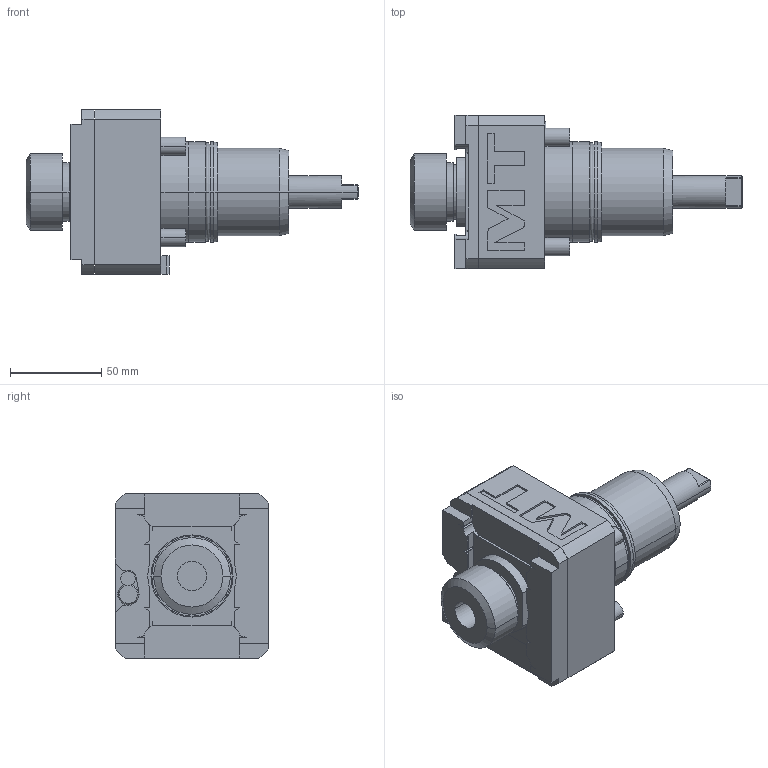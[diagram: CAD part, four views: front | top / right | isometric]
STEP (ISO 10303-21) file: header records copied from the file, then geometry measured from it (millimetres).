
FILE_DESCRIPTION((''),'2;1');
FILE_NAME('NKM1830225_CONF','2023-03-09T15:08:42',('sterribile'),('M.T. srl'),'CREO PARAMETRIC BY PTC INC, 2021072','CREO PARAMETRIC BY PTC INC, 2021072','');
FILE_SCHEMA(('CONFIG_CONTROL_DESIGN'));
Length unit declared in the file: millimetre
Products named in the file (1): NKM1830225_CONF
Bounding box: 181.96 x 84 x 90 mm (x, y, z)
Volume: 525672.6 mm3; surface area: 66338.5 mm2
Topology: 1 solids, 1 shells, 293 faces, 752 edges, 492 vertices
Faces by surface type: plane 166, cylinder 98, cone 14, torus 10, extrusion 4, sphere 1
Entity records: 9002 total; most frequent: CARTESIAN_POINT 1587, DIRECTION 1582, ORIENTED_EDGE 1504, EDGE_CURVE 752, AXIS2_PLACEMENT_3D 549, VERTEX_POINT 492, VECTOR 484, LINE 480
